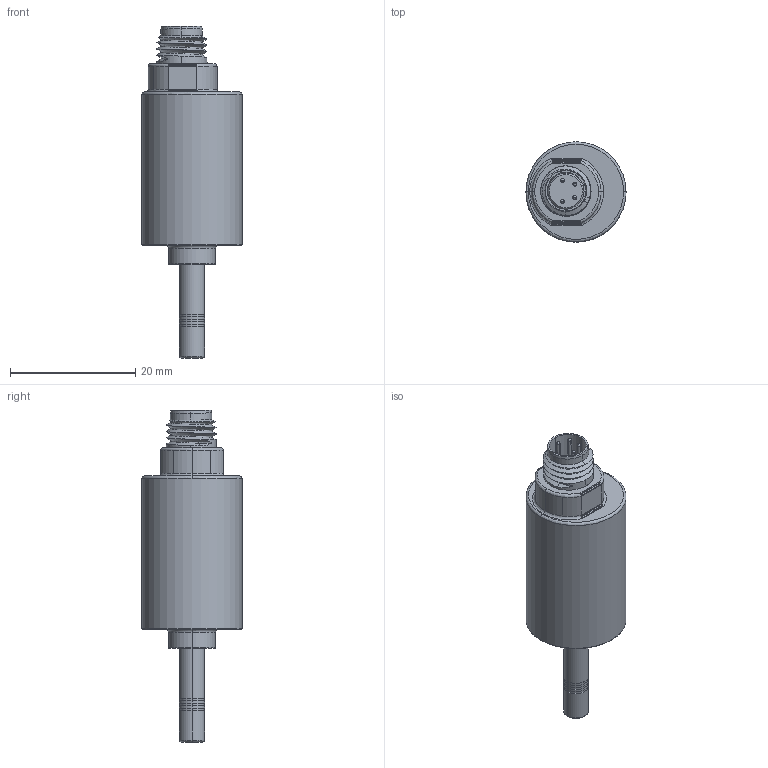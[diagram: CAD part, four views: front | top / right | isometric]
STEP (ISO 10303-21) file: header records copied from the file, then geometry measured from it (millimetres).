
FILE_DESCRIPTION(/* description */ ('Alibre Inc.'),/* implementation_level */ '2;1');
FILE_NAME(/* name */ 'export0',/* time_stamp */ '2018-06-14T14:52:31+02:00',/* author */ (''),/* organization */ (''),/* preprocessor_version */ 'ST-DEVELOPER v17',/* originating_system */ 'Alibre',/* authorisation */ '');
FILE_SCHEMA (('CONFIG_CONTROL_DESIGN'));
Length unit declared in the file: millimetre
Products named in the file (2): ID_1; ID_2
Bounding box: 16 x 16 x 53.05 mm (x, y, z)
Volume: 3078.3 mm3; surface area: 4722.5 mm2
Topology: 2 solids, 2 shells, 247 faces, 614 edges, 384 vertices
Faces by surface type: cylinder 125, plane 49, cone 26, bspline 25, torus 14, sphere 8
Full cylindrical faces by diameter (mm): 16 x1
Entity records: 10656 total; most frequent: CARTESIAN_POINT 4648, ORIENTED_EDGE 1224, DIRECTION 1208, EDGE_CURVE 612, AXIS2_PLACEMENT_3D 531, VERTEX_POINT 395, CIRCLE 301, EDGE_LOOP 279
